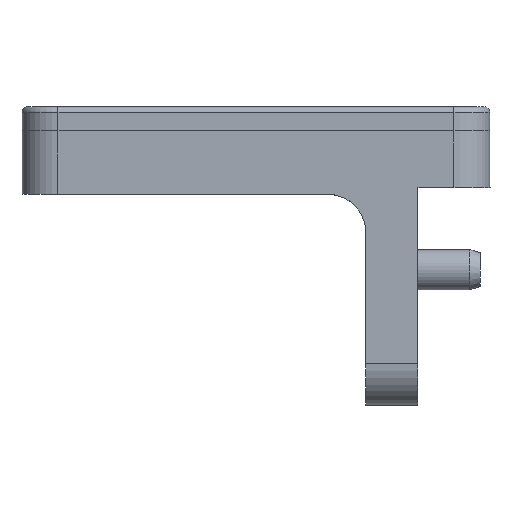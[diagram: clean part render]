
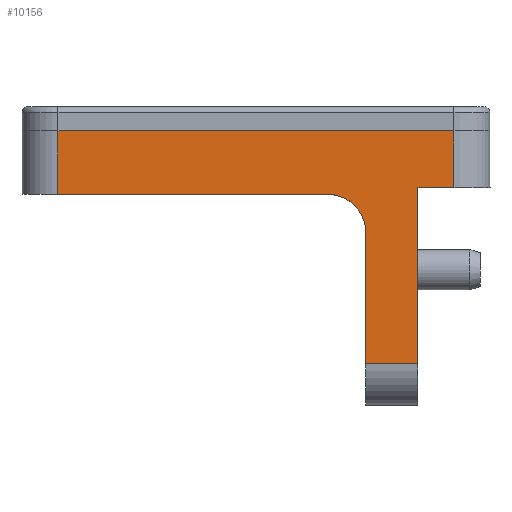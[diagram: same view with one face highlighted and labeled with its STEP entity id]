
A CAD part, left-side view. The second image highlights one B-rep face of the part: STEP entity #10156.
In plain terms, the highlighted planar face has unit normal (-1, 0, 0).
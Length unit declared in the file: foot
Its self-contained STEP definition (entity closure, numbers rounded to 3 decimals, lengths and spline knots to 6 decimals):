
#18 = DIRECTION ( 'NONE',  ( 0., -1., 0. ) ) ;
#246 = ORIENTED_EDGE ( 'NONE', *, *, #8831, .T. ) ;
#473 = CARTESIAN_POINT ( 'NONE',  ( -0.0425, 0.0275, -0.038123 ) ) ;
#580 = FACE_OUTER_BOUND ( 'NONE', #7052, .T. ) ;
#584 = VERTEX_POINT ( 'NONE', #920 ) ;
#591 = LINE ( 'NONE', #649, #9471 ) ;
#649 = CARTESIAN_POINT ( 'NONE',  ( -0.0425, -0.0275, -0.038123 ) ) ;
#920 = CARTESIAN_POINT ( 'NONE',  ( -0.0425, -0.0225, -0.007907 ) ) ;
#1108 = ORIENTED_EDGE ( 'NONE', *, *, #8365, .T. ) ;
#1379 = DIRECTION ( 'NONE',  ( 0., 0., 1. ) ) ;
#1587 = EDGE_CURVE ( 'NONE', #584, #7693, #3374, .T. ) ;
#1956 = CARTESIAN_POINT ( 'NONE',  ( -0.0425, 0.0275, 0. ) ) ;
#2084 = DIRECTION ( 'NONE',  ( 0., 0., 1. ) ) ;
#2205 = VERTEX_POINT ( 'NONE', #6867 ) ;
#2372 = LINE ( 'NONE', #8122, #9124 ) ;
#2852 = VERTEX_POINT ( 'NONE', #1956 ) ;
#2928 = DIRECTION ( 'NONE',  ( 0., 0., 1. ) ) ;
#3118 = EDGE_CURVE ( 'NONE', #584, #6391, #8080, .T. ) ;
#3374 = LINE ( 'NONE', #8150, #10083 ) ;
#3448 = VERTEX_POINT ( 'NONE', #4669 ) ;
#3509 = DIRECTION ( 'NONE',  ( 0., 0., 1. ) ) ;
#3664 = CARTESIAN_POINT ( 'NONE',  ( -0.0425, -0.010001, -0.014075 ) ) ;
#3709 = ORIENTED_EDGE ( 'NONE', *, *, #1587, .T. ) ;
#3730 = DIRECTION ( 'NONE',  ( 0., 0., 1. ) ) ;
#3901 = ORIENTED_EDGE ( 'NONE', *, *, #4675, .F. ) ;
#3933 = CARTESIAN_POINT ( 'NONE',  ( -0.0425, 0.0275, -0.038123 ) ) ;
#4284 = LINE ( 'NONE', #7951, #8585 ) ;
#4669 = CARTESIAN_POINT ( 'NONE',  ( -0.0425, -0.01525, -0.032373 ) ) ;
#4675 = EDGE_CURVE ( 'NONE', #10429, #2852, #6222, .T. ) ;
#4874 = DIRECTION ( 'NONE',  ( 0., -1., 0. ) ) ;
#5157 = ORIENTED_EDGE ( 'NONE', *, *, #7979, .T. ) ;
#5194 = ORIENTED_EDGE ( 'NONE', *, *, #7771, .F. ) ;
#5361 = DIRECTION ( 'NONE',  ( 1., 0., 0. ) ) ;
#5395 = AXIS2_PLACEMENT_3D ( 'NONE', #473, #10180, #3730 ) ;
#5403 = CARTESIAN_POINT ( 'NONE',  ( -0.0425, -0.0225, -0.032373 ) ) ;
#5568 = ORIENTED_EDGE ( 'NONE', *, *, #10213, .F. ) ;
#5738 = CARTESIAN_POINT ( 'NONE',  ( -0.0425, -0.0225, -0.038123 ) ) ;
#5863 = VECTOR ( 'NONE', #7273, 3.28084 ) ;
#6222 = LINE ( 'NONE', #3933, #9386 ) ;
#6286 = PLANE ( 'NONE',  #5395 ) ;
#6391 = VERTEX_POINT ( 'NONE', #5403 ) ;
#6867 = CARTESIAN_POINT ( 'NONE',  ( -0.0425, -0.010001, -0.008825 ) ) ;
#6900 = CIRCLE ( 'NONE', #10491, 0.005249 ) ;
#7028 = LINE ( 'NONE', #8681, #7603 ) ;
#7052 = EDGE_LOOP ( 'NONE', ( #5568, #5157, #9295, #3709, #8717, #5194, #3901, #1108, #246 ) ) ;
#7273 = DIRECTION ( 'NONE',  ( 0., -1., 0. ) ) ;
#7603 = VECTOR ( 'NONE', #1379, 3.28084 ) ;
#7693 = VERTEX_POINT ( 'NONE', #10319 ) ;
#7771 = EDGE_CURVE ( 'NONE', #2852, #9082, #2372, .T. ) ;
#7951 = CARTESIAN_POINT ( 'NONE',  ( -0.0425, -0.0225, -0.032373 ) ) ;
#7979 = EDGE_CURVE ( 'NONE', #3448, #6391, #4284, .T. ) ;
#8059 = CARTESIAN_POINT ( 'NONE',  ( -0.0425, 0.0275, -0.008825 ) ) ;
#8080 = LINE ( 'NONE', #5738, #8799 ) ;
#8122 = CARTESIAN_POINT ( 'NONE',  ( -0.0425, 0.0275, 0. ) ) ;
#8150 = CARTESIAN_POINT ( 'NONE',  ( -0.0425, 0.0275, -0.007907 ) ) ;
#8347 = CARTESIAN_POINT ( 'NONE',  ( -0.0425, 0.0275, -0.008825 ) ) ;
#8365 = EDGE_CURVE ( 'NONE', #10429, #2205, #10526, .T. ) ;
#8502 = CARTESIAN_POINT ( 'NONE',  ( -0.0425, -0.0275, 0. ) ) ;
#8585 = VECTOR ( 'NONE', #10253, 3.28084 ) ;
#8604 = VERTEX_POINT ( 'NONE', #9496 ) ;
#8681 = CARTESIAN_POINT ( 'NONE',  ( -0.0425, -0.01525, -0.038123 ) ) ;
#8717 = ORIENTED_EDGE ( 'NONE', *, *, #9678, .T. ) ;
#8799 = VECTOR ( 'NONE', #9908, 3.28084 ) ;
#8831 = EDGE_CURVE ( 'NONE', #2205, #8604, #6900, .T. ) ;
#9082 = VERTEX_POINT ( 'NONE', #8502 ) ;
#9124 = VECTOR ( 'NONE', #4874, 3.28084 ) ;
#9295 = ORIENTED_EDGE ( 'NONE', *, *, #3118, .F. ) ;
#9386 = VECTOR ( 'NONE', #2928, 3.28084 ) ;
#9471 = VECTOR ( 'NONE', #2084, 3.28084 ) ;
#9496 = CARTESIAN_POINT ( 'NONE',  ( -0.0425, -0.01525, -0.014075 ) ) ;
#9678 = EDGE_CURVE ( 'NONE', #7693, #9082, #591, .T. ) ;
#9908 = DIRECTION ( 'NONE',  ( 0., 0., -1. ) ) ;
#10083 = VECTOR ( 'NONE', #18, 3.28084 ) ;
#10156 = ADVANCED_FACE ( 'NONE', ( #580 ), #6286, .T. ) ;
#10180 = DIRECTION ( 'NONE',  ( -1., 0., 0. ) ) ;
#10213 = EDGE_CURVE ( 'NONE', #3448, #8604, #7028, .T. ) ;
#10253 = DIRECTION ( 'NONE',  ( 0., -1., 0. ) ) ;
#10319 = CARTESIAN_POINT ( 'NONE',  ( -0.0425, -0.0275, -0.007907 ) ) ;
#10429 = VERTEX_POINT ( 'NONE', #8347 ) ;
#10491 = AXIS2_PLACEMENT_3D ( 'NONE', #3664, #5361, #3509 ) ;
#10526 = LINE ( 'NONE', #8059, #5863 ) ;
